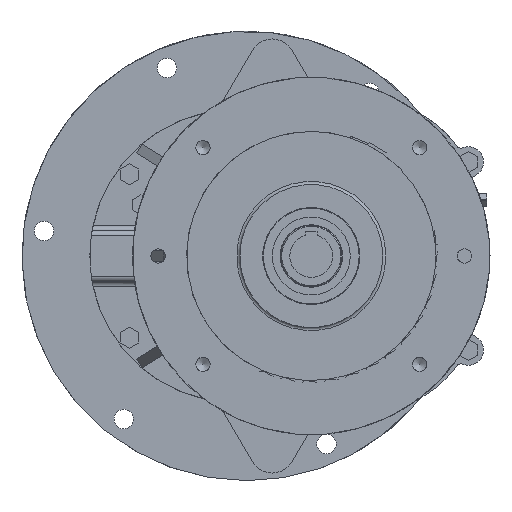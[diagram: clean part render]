
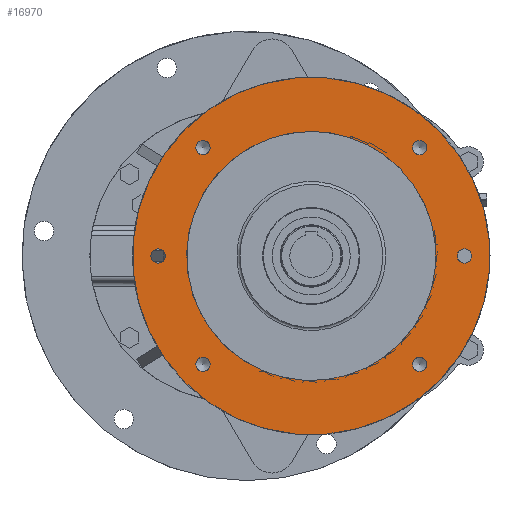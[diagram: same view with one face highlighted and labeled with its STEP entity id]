
A CAD part, left-side view. The second image highlights one B-rep face of the part: STEP entity #16970.
In plain terms, the highlighted planar face has unit normal (-1, 0, 0).
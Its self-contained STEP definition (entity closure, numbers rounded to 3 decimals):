
#1417 = CARTESIAN_POINT ( 'NONE',  ( -379.5, -169.341, -106.066 ) ) ;
#1556 = AXIS2_PLACEMENT_3D ( 'NONE', #10219, #29088, #7899 ) ;
#2184 = CARTESIAN_POINT ( 'NONE',  ( -379.5, -63.275, 0. ) ) ;
#2792 = CARTESIAN_POINT ( 'NONE',  ( -379.5, -187.019, 123.744 ) ) ;
#3853 = CARTESIAN_POINT ( 'NONE',  ( -379.5, 86.725, 0. ) ) ;
#4020 = CARTESIAN_POINT ( 'NONE',  ( -379.5, -187.019, -123.744 ) ) ;
#4247 = DIRECTION ( 'NONE',  ( 0., -0.707, 0.707 ) ) ;
#4470 = ORIENTED_EDGE ( 'NONE', *, *, #27808, .F. ) ;
#4483 = FACE_OUTER_BOUND ( 'NONE', #8110, .T. ) ;
#4629 = PLANE ( 'NONE',  #18042 ) ;
#4839 = CARTESIAN_POINT ( 'NONE',  ( -379.5, 37.841, -101.116 ) ) ;
#5289 = VERTEX_POINT ( 'NONE', #9810 ) ;
#6169 = CIRCLE ( 'NONE', #6665, 7. ) ;
#6179 = DIRECTION ( 'NONE',  ( -1., 0., 0. ) ) ;
#6502 = FACE_BOUND ( 'NONE', #27136, .T. ) ;
#6658 = DIRECTION ( 'NONE',  ( 0., -0.707, 0.707 ) ) ;
#6665 = AXIS2_PLACEMENT_3D ( 'NONE', #3853, #6179, #13313 ) ;
#6903 = EDGE_CURVE ( 'NONE', #27934, #27934, #6169, .T. ) ;
#7489 = CARTESIAN_POINT ( 'NONE',  ( -379.5, 37.841, 111.016 ) ) ;
#7899 = DIRECTION ( 'NONE',  ( 0., -0.707, 0.707 ) ) ;
#8110 = EDGE_LOOP ( 'NONE', ( #28475 ) ) ;
#9329 = DIRECTION ( 'NONE',  ( -1., 0., 0. ) ) ;
#9364 = AXIS2_PLACEMENT_3D ( 'NONE', #12040, #9451, #14517 ) ;
#9451 = DIRECTION ( 'NONE',  ( -1., 0., 0. ) ) ;
#9512 = AXIS2_PLACEMENT_3D ( 'NONE', #30499, #9329, #14240 ) ;
#9654 = DIRECTION ( 'NONE',  ( 0., -0.707, 0.707 ) ) ;
#9810 = CARTESIAN_POINT ( 'NONE',  ( -379.5, -174.291, -101.116 ) ) ;
#10219 = CARTESIAN_POINT ( 'NONE',  ( -379.5, -169.341, 106.066 ) ) ;
#10460 = DIRECTION ( 'NONE',  ( 0., -0.707, 0.707 ) ) ;
#11545 = CIRCLE ( 'NONE', #28829, 7. ) ;
#11552 = ORIENTED_EDGE ( 'NONE', *, *, #6903, .F. ) ;
#11801 = EDGE_LOOP ( 'NONE', ( #17314 ) ) ;
#12040 = CARTESIAN_POINT ( 'NONE',  ( -379.5, -63.275, 0. ) ) ;
#12265 = CARTESIAN_POINT ( 'NONE',  ( -379.5, -218.225, 4.95 ) ) ;
#13313 = DIRECTION ( 'NONE',  ( 0., -0.707, 0.707 ) ) ;
#14240 = DIRECTION ( 'NONE',  ( 0., -0.707, 0.707 ) ) ;
#14275 = DIRECTION ( 'NONE',  ( -1., 0., 0. ) ) ;
#14517 = DIRECTION ( 'NONE',  ( 0., 0., 1. ) ) ;
#14735 = VERTEX_POINT ( 'NONE', #2792 ) ;
#15953 = FACE_BOUND ( 'NONE', #29704, .T. ) ;
#16020 = ORIENTED_EDGE ( 'NONE', *, *, #23300, .F. ) ;
#16260 = FACE_BOUND ( 'NONE', #20089, .T. ) ;
#16339 = DIRECTION ( 'NONE',  ( -1., 0., 0. ) ) ;
#16970 = ADVANCED_FACE ( 'NONE', ( #6502, #28170, #15953, #25830, #21049, #18429, #4483, #16260 ), #4629, .T. ) ;
#17089 = CARTESIAN_POINT ( 'NONE',  ( -379.5, -174.291, 111.016 ) ) ;
#17208 = CIRCLE ( 'NONE', #22149, 7. ) ;
#17234 = VERTEX_POINT ( 'NONE', #7489 ) ;
#17314 = ORIENTED_EDGE ( 'NONE', *, *, #29155, .F. ) ;
#17420 = ORIENTED_EDGE ( 'NONE', *, *, #24697, .F. ) ;
#17491 = ORIENTED_EDGE ( 'NONE', *, *, #23054, .F. ) ;
#17773 = DIRECTION ( 'NONE',  ( 0., -0.707, 0.707 ) ) ;
#18042 = AXIS2_PLACEMENT_3D ( 'NONE', #4020, #30479, #6658 ) ;
#18429 = FACE_BOUND ( 'NONE', #11801, .T. ) ;
#19093 = CARTESIAN_POINT ( 'NONE',  ( -379.5, -63.275, 122. ) ) ;
#19552 = VERTEX_POINT ( 'NONE', #12265 ) ;
#20086 = CARTESIAN_POINT ( 'NONE',  ( -379.5, -213.275, 0. ) ) ;
#20089 = EDGE_LOOP ( 'NONE', ( #4470 ) ) ;
#20449 = CIRCLE ( 'NONE', #21439, 175. ) ;
#21049 = FACE_BOUND ( 'NONE', #24171, .T. ) ;
#21266 = VERTEX_POINT ( 'NONE', #4839 ) ;
#21439 = AXIS2_PLACEMENT_3D ( 'NONE', #2184, #16339, #4247 ) ;
#21749 = EDGE_LOOP ( 'NONE', ( #28224 ) ) ;
#22149 = AXIS2_PLACEMENT_3D ( 'NONE', #20086, #29511, #17773 ) ;
#22780 = CIRCLE ( 'NONE', #26225, 7. ) ;
#23054 = EDGE_CURVE ( 'NONE', #21266, #21266, #25791, .T. ) ;
#23300 = EDGE_CURVE ( 'NONE', #24187, #24187, #24331, .T. ) ;
#24171 = EDGE_LOOP ( 'NONE', ( #17491 ) ) ;
#24187 = VERTEX_POINT ( 'NONE', #17089 ) ;
#24331 = CIRCLE ( 'NONE', #1556, 7. ) ;
#24669 = CIRCLE ( 'NONE', #9364, 122. ) ;
#24697 = EDGE_CURVE ( 'NONE', #5289, #5289, #11545, .T. ) ;
#24800 = EDGE_CURVE ( 'NONE', #14735, #14735, #20449, .T. ) ;
#25606 = CARTESIAN_POINT ( 'NONE',  ( -379.5, 81.775, 4.95 ) ) ;
#25791 = CIRCLE ( 'NONE', #9512, 7. ) ;
#25830 = FACE_BOUND ( 'NONE', #28656, .T. ) ;
#26033 = CARTESIAN_POINT ( 'NONE',  ( -379.5, 42.791, 106.066 ) ) ;
#26225 = AXIS2_PLACEMENT_3D ( 'NONE', #26033, #14275, #9654 ) ;
#26342 = VERTEX_POINT ( 'NONE', #19093 ) ;
#27136 = EDGE_LOOP ( 'NONE', ( #11552 ) ) ;
#27175 = EDGE_CURVE ( 'NONE', #19552, #19552, #17208, .T. ) ;
#27469 = DIRECTION ( 'NONE',  ( -1., 0., 0. ) ) ;
#27808 = EDGE_CURVE ( 'NONE', #26342, #26342, #24669, .T. ) ;
#27934 = VERTEX_POINT ( 'NONE', #25606 ) ;
#28170 = FACE_BOUND ( 'NONE', #21749, .T. ) ;
#28224 = ORIENTED_EDGE ( 'NONE', *, *, #27175, .F. ) ;
#28475 = ORIENTED_EDGE ( 'NONE', *, *, #24800, .T. ) ;
#28656 = EDGE_LOOP ( 'NONE', ( #17420 ) ) ;
#28829 = AXIS2_PLACEMENT_3D ( 'NONE', #1417, #27469, #10460 ) ;
#29088 = DIRECTION ( 'NONE',  ( -1., 0., 0. ) ) ;
#29155 = EDGE_CURVE ( 'NONE', #17234, #17234, #22780, .T. ) ;
#29511 = DIRECTION ( 'NONE',  ( -1., 0., 0. ) ) ;
#29704 = EDGE_LOOP ( 'NONE', ( #16020 ) ) ;
#30479 = DIRECTION ( 'NONE',  ( -1., 0., 0. ) ) ;
#30499 = CARTESIAN_POINT ( 'NONE',  ( -379.5, 42.791, -106.066 ) ) ;
